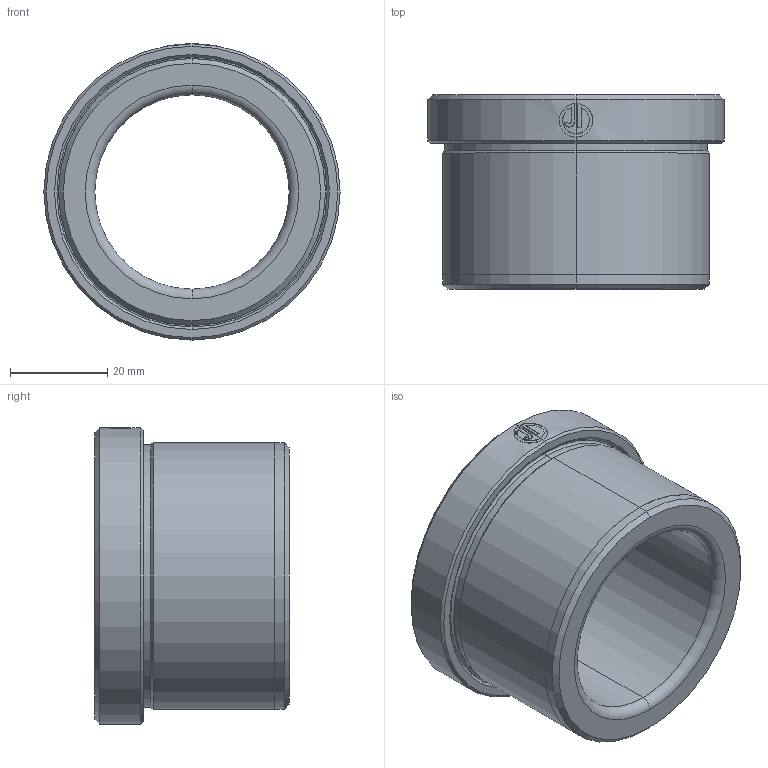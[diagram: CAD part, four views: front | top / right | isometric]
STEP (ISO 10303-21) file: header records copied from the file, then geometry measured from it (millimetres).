
FILE_DESCRIPTION (( 'STEP AP214' ), '1' );
FILE_NAME ('HBA-d40-L40.step', '2021-10-28T07:28:57', ( 'User' ), ( 'china' ), 'SwSTEP 2.0', 'SolidWorks 2016', '' );
FILE_SCHEMA (( 'AUTOMOTIVE_DESIGN' ));
Length unit declared in the file: millimetre
Products named in the file (1): HBA-d40-L40
Bounding box: 61 x 40 x 61 mm (x, y, z)
Volume: 49612.2 mm3; surface area: 15213.3 mm2
Topology: 1 solids, 1 shells, 52 faces, 122 edges, 76 vertices
Faces by surface type: cylinder 23, plane 13, cone 12, torus 4
Entity records: 1760 total; most frequent: CARTESIAN_POINT 551, ORIENTED_EDGE 244, DIRECTION 244, EDGE_CURVE 122, AXIS2_PLACEMENT_3D 97, VERTEX_POINT 76, EDGE_LOOP 58, FACE_OUTER_BOUND 52
